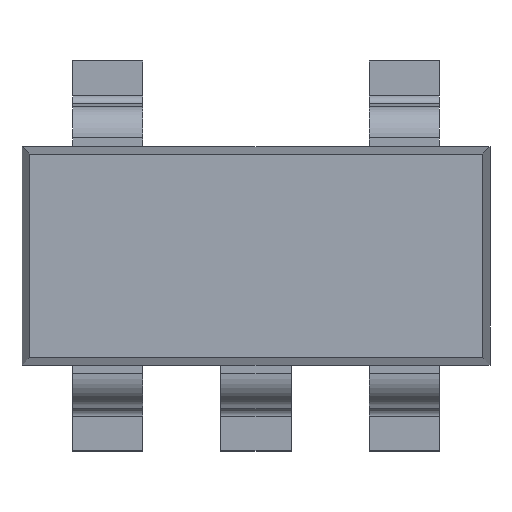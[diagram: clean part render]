
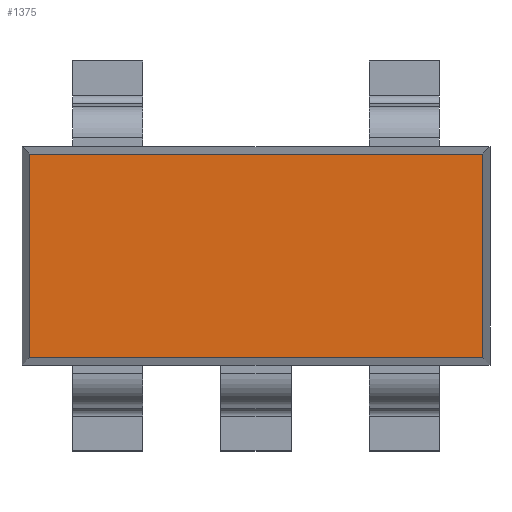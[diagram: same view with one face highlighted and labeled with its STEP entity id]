
A CAD part, top view. The second image highlights one B-rep face of the part: STEP entity #1375.
In plain terms, the highlighted planar face has unit normal (0, 0, 1).
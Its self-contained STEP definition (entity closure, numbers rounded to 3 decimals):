
#82=FACE_OUTER_BOUND('',#157,.T.);
#157=EDGE_LOOP('',(#921,#922,#923,#924));
#230=LINE('',#1987,#395);
#240=LINE('',#2006,#405);
#243=LINE('',#2012,#408);
#249=LINE('',#2023,#414);
#395=VECTOR('',#1585,1000.);
#405=VECTOR('',#1597,1000.);
#408=VECTOR('',#1602,1000.);
#414=VECTOR('',#1610,1000.);
#560=VERTEX_POINT('',#1984);
#561=VERTEX_POINT('',#1986);
#569=VERTEX_POINT('',#2004);
#571=VERTEX_POINT('',#2010);
#692=EDGE_CURVE('',#561,#560,#230,.T.);
#702=EDGE_CURVE('',#560,#569,#240,.T.);
#705=EDGE_CURVE('',#569,#571,#243,.T.);
#711=EDGE_CURVE('',#571,#561,#249,.T.);
#921=ORIENTED_EDGE('',*,*,#692,.T.);
#922=ORIENTED_EDGE('',*,*,#702,.T.);
#923=ORIENTED_EDGE('',*,*,#705,.T.);
#924=ORIENTED_EDGE('',*,*,#711,.T.);
#1309=PLANE('',#1465);
#1375=ADVANCED_FACE('',(#82),#1309,.T.);
#1465=AXIS2_PLACEMENT_3D('',#2024,#1611,#1612);
#1585=DIRECTION('',(0.,-1.,0.));
#1597=DIRECTION('',(1.,0.,0.));
#1602=DIRECTION('',(0.,1.,0.));
#1610=DIRECTION('',(-1.,0.,0.));
#1611=DIRECTION('center_axis',(0.,0.,1.));
#1612=DIRECTION('ref_axis',(0.,-1.,0.));
#1984=CARTESIAN_POINT('',(-1.452,-0.652,0.55));
#1986=CARTESIAN_POINT('',(-1.452,0.652,0.55));
#1987=CARTESIAN_POINT('',(-1.452,0.7,0.55));
#2004=CARTESIAN_POINT('',(1.452,-0.652,0.55));
#2006=CARTESIAN_POINT('',(-1.5,-0.652,0.55));
#2010=CARTESIAN_POINT('',(1.452,0.652,0.55));
#2012=CARTESIAN_POINT('',(1.452,0.7,0.55));
#2023=CARTESIAN_POINT('',(-1.5,0.652,0.55));
#2024=CARTESIAN_POINT('Origin',(-1.5,-0.7,0.55));
